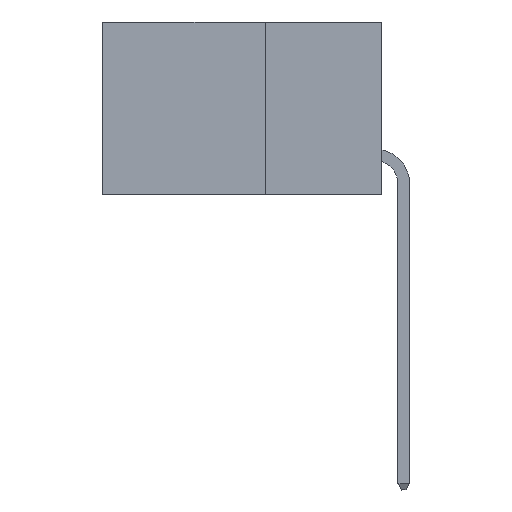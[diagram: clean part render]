
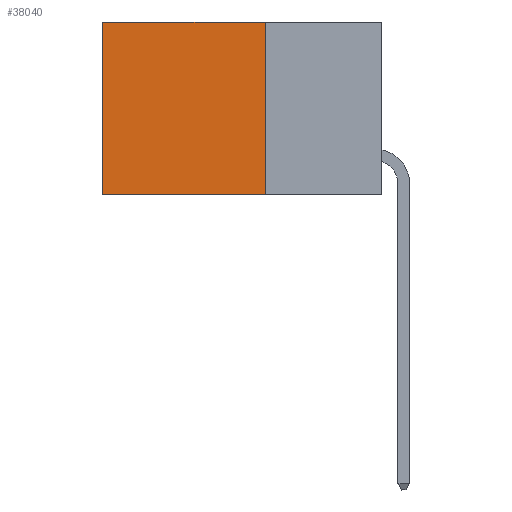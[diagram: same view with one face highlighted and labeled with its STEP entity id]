
A CAD part, left-side view. The second image highlights one B-rep face of the part: STEP entity #38040.
In plain terms, the highlighted planar face has unit normal (-1, 0, 0).
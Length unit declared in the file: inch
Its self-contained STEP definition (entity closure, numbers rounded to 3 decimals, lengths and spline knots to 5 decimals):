
#809 = CARTESIAN_POINT ( 'NONE',  ( 0.2875, 0.25, 0. ) ) ;
#2704 = ORIENTED_EDGE ( 'NONE', *, *, #19100, .T. ) ;
#4983 = FACE_OUTER_BOUND ( 'NONE', #5070, .T. ) ;
#5070 = EDGE_LOOP ( 'NONE', ( #7928, #27831, #38391, #2704 ) ) ;
#5185 = DIRECTION ( 'NONE',  ( 1., 0., 0. ) ) ;
#5868 = VECTOR ( 'NONE', #20251, 39.37008 ) ;
#7552 = CARTESIAN_POINT ( 'NONE',  ( 0.2875, 0.25, 0. ) ) ;
#7928 = ORIENTED_EDGE ( 'NONE', *, *, #44742, .T. ) ;
#10734 = LINE ( 'NONE', #24201, #20957 ) ;
#11402 = EDGE_CURVE ( 'NONE', #38638, #12330, #38852, .T. ) ;
#12330 = VERTEX_POINT ( 'NONE', #19240 ) ;
#13836 = LINE ( 'NONE', #7552, #20093 ) ;
#14598 = EDGE_CURVE ( 'NONE', #12330, #42664, #10734, .T. ) ;
#19100 = EDGE_CURVE ( 'NONE', #38638, #25297, #13836, .T. ) ;
#19240 = CARTESIAN_POINT ( 'NONE',  ( 0.2875, 0.25, -0.37 ) ) ;
#20093 = VECTOR ( 'NONE', #32987, 39.37008 ) ;
#20251 = DIRECTION ( 'NONE',  ( 0., 0., -1. ) ) ;
#20957 = VECTOR ( 'NONE', #38493, 39.37008 ) ;
#24201 = CARTESIAN_POINT ( 'NONE',  ( 0.2875, 0.25, -0.37 ) ) ;
#25297 = VERTEX_POINT ( 'NONE', #27113 ) ;
#26443 = VECTOR ( 'NONE', #32933, 39.37008 ) ;
#27113 = CARTESIAN_POINT ( 'NONE',  ( 0.2875, 0.6, 0. ) ) ;
#27345 = CARTESIAN_POINT ( 'NONE',  ( 0.2875, 0.6, -0.37 ) ) ;
#27831 = ORIENTED_EDGE ( 'NONE', *, *, #14598, .F. ) ;
#29226 = LINE ( 'NONE', #35946, #26443 ) ;
#30424 = PLANE ( 'NONE',  #33965 ) ;
#31665 = CARTESIAN_POINT ( 'NONE',  ( 0.2875, 0.25, 0. ) ) ;
#32933 = DIRECTION ( 'NONE',  ( 0., 0., -1. ) ) ;
#32987 = DIRECTION ( 'NONE',  ( 0., 1., 0. ) ) ;
#33965 = AXIS2_PLACEMENT_3D ( 'NONE', #45535, #5185, #34414 ) ;
#34414 = DIRECTION ( 'NONE',  ( 0., 0., -1. ) ) ;
#35946 = CARTESIAN_POINT ( 'NONE',  ( 0.2875, 0.6, 0. ) ) ;
#38040 = ADVANCED_FACE ( 'NONE', ( #4983 ), #30424, .F. ) ;
#38391 = ORIENTED_EDGE ( 'NONE', *, *, #11402, .F. ) ;
#38493 = DIRECTION ( 'NONE',  ( 0., 1., 0. ) ) ;
#38638 = VERTEX_POINT ( 'NONE', #809 ) ;
#38852 = LINE ( 'NONE', #31665, #5868 ) ;
#42664 = VERTEX_POINT ( 'NONE', #27345 ) ;
#44742 = EDGE_CURVE ( 'NONE', #25297, #42664, #29226, .T. ) ;
#45535 = CARTESIAN_POINT ( 'NONE',  ( 0.2875, 0.25, 0. ) ) ;
